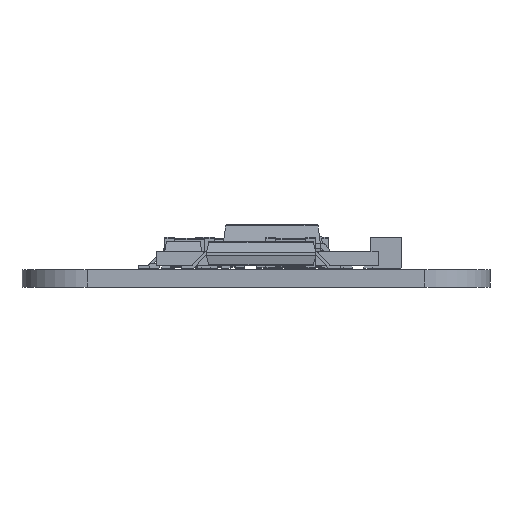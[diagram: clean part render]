
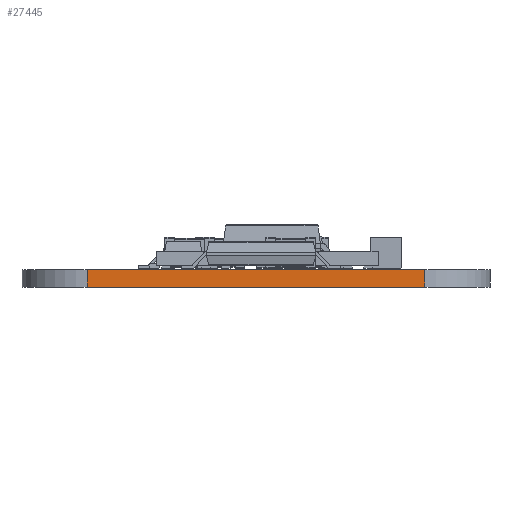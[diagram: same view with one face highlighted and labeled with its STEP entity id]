
A CAD part, front view. The second image highlights one B-rep face of the part: STEP entity #27445.
In plain terms, the highlighted planar face has unit normal (0, -1, 0).
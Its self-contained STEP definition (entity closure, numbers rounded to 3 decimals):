
#26593 = VERTEX_POINT('',#26594);
#26594 = CARTESIAN_POINT('',(0.836,-40.714,0.));
#26601 = EDGE_CURVE('',#26602,#26593,#26604,.T.);
#26602 = VERTEX_POINT('',#26603);
#26603 = CARTESIAN_POINT('',(14.404,-40.714,0.));
#26604 = LINE('',#26605,#26606);
#26605 = CARTESIAN_POINT('',(14.404,-40.714,0.));
#26606 = VECTOR('',#26607,1.);
#26607 = DIRECTION('',(-1.,0.,0.));
#27014 = VERTEX_POINT('',#27015);
#27015 = CARTESIAN_POINT('',(0.836,-40.714,0.7));
#27022 = EDGE_CURVE('',#27023,#27014,#27025,.T.);
#27023 = VERTEX_POINT('',#27024);
#27024 = CARTESIAN_POINT('',(14.404,-40.714,0.7));
#27025 = LINE('',#27026,#27027);
#27026 = CARTESIAN_POINT('',(14.404,-40.714,0.7));
#27027 = VECTOR('',#27028,1.);
#27028 = DIRECTION('',(-1.,0.,0.));
#27417 = EDGE_CURVE('',#26602,#27023,#27418,.T.);
#27418 = LINE('',#27419,#27420);
#27419 = CARTESIAN_POINT('',(14.404,-40.714,0.));
#27420 = VECTOR('',#27421,1.);
#27421 = DIRECTION('',(0.,0.,1.));
#27445 = ADVANCED_FACE('',(#27446),#27457,.T.);
#27446 = FACE_BOUND('',#27447,.T.);
#27447 = EDGE_LOOP('',(#27448,#27449,#27450,#27456));
#27448 = ORIENTED_EDGE('',*,*,#27417,.T.);
#27449 = ORIENTED_EDGE('',*,*,#27022,.T.);
#27450 = ORIENTED_EDGE('',*,*,#27451,.F.);
#27451 = EDGE_CURVE('',#26593,#27014,#27452,.T.);
#27452 = LINE('',#27453,#27454);
#27453 = CARTESIAN_POINT('',(0.836,-40.714,0.));
#27454 = VECTOR('',#27455,1.);
#27455 = DIRECTION('',(0.,0.,1.));
#27456 = ORIENTED_EDGE('',*,*,#26601,.F.);
#27457 = PLANE('',#27458);
#27458 = AXIS2_PLACEMENT_3D('',#27459,#27460,#27461);
#27459 = CARTESIAN_POINT('',(14.404,-40.714,0.));
#27460 = DIRECTION('',(0.,-1.,0.));
#27461 = DIRECTION('',(-1.,0.,0.));
